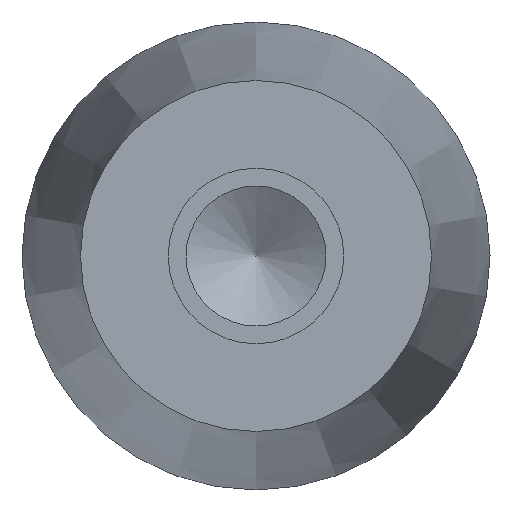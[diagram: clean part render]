
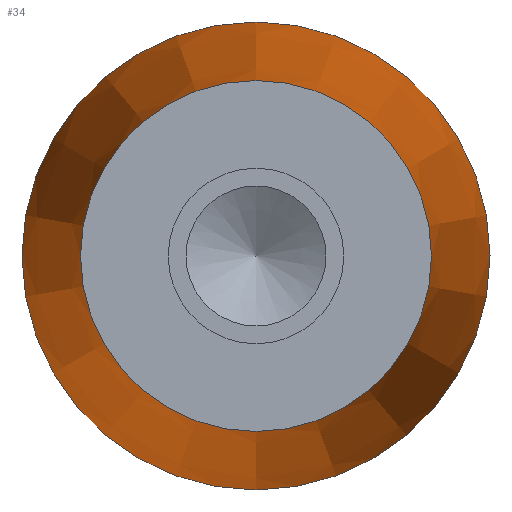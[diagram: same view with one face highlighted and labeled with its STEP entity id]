
A CAD part, front view. The second image highlights one B-rep face of the part: STEP entity #34.
In plain terms, the highlighted conical face has half-angle 4.764 degrees and reference radius 14 mm.
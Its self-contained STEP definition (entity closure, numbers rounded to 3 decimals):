
#34 = ADVANCED_FACE( '', ( #69, #70 ), #71, .T. );
#69 = FACE_BOUND( '', #108, .T. );
#70 = FACE_OUTER_BOUND( '', #109, .T. );
#71 = CONICAL_SURFACE( '', #110, 14., 0.083 );
#108 = EDGE_LOOP( '', ( #143 ) );
#109 = EDGE_LOOP( '', ( #144 ) );
#110 = AXIS2_PLACEMENT_3D( '', #145, #146, #147 );
#143 = ORIENTED_EDGE( '', *, *, #188, .F. );
#144 = ORIENTED_EDGE( '', *, *, #189, .T. );
#145 = CARTESIAN_POINT( '', ( 0., 42., 0. ) );
#146 = DIRECTION( '', ( 0., 1., 0. ) );
#147 = DIRECTION( '', ( 0., 0., 1. ) );
#188 = EDGE_CURVE( '', #205, #205, #206, .T. );
#189 = EDGE_CURVE( '', #207, #207, #208, .T. );
#205 = VERTEX_POINT( '', #227 );
#206 = CIRCLE( '', #228, 10.5 );
#207 = VERTEX_POINT( '', #229 );
#208 = CIRCLE( '', #230, 14. );
#227 = CARTESIAN_POINT( '', ( 0., 0., -10.5 ) );
#228 = AXIS2_PLACEMENT_3D( '', #248, #249, #250 );
#229 = CARTESIAN_POINT( '', ( 0., 42., -14. ) );
#230 = AXIS2_PLACEMENT_3D( '', #251, #252, #253 );
#248 = CARTESIAN_POINT( '', ( 0., 0., 0. ) );
#249 = DIRECTION( '', ( 0., -1., 0. ) );
#250 = DIRECTION( '', ( 0., 0., -1. ) );
#251 = CARTESIAN_POINT( '', ( 0., 42., 0. ) );
#252 = DIRECTION( '', ( 0., -1., 0. ) );
#253 = DIRECTION( '', ( 0., 0., -1. ) );
